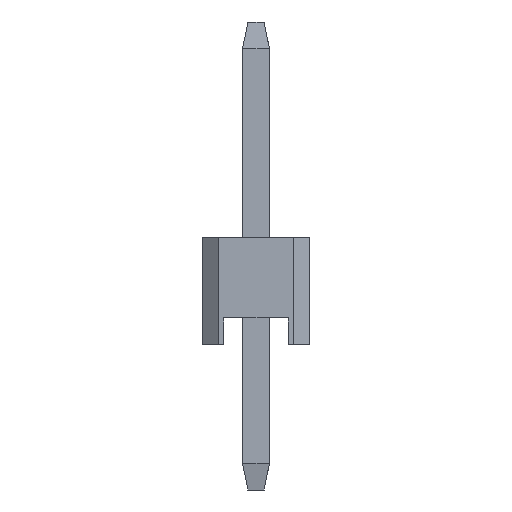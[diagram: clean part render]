
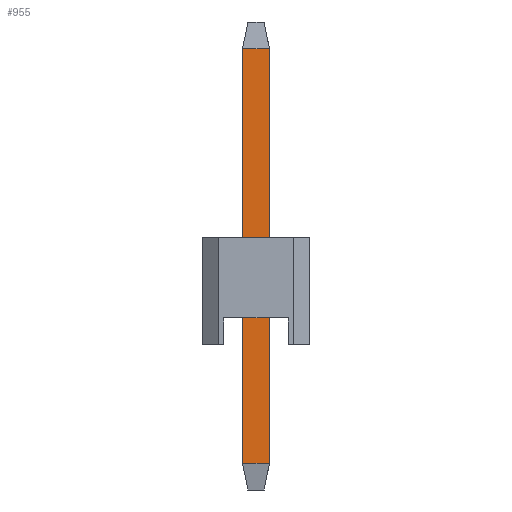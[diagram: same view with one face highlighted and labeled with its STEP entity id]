
A CAD part, left-side view. The second image highlights one B-rep face of the part: STEP entity #955.
In plain terms, the highlighted planar face has unit normal (-1, 0, 0).
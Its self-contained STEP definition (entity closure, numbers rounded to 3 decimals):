
#955=ADVANCED_FACE('',(#1587),#10087,.T.);
#1587=FACE_OUTER_BOUND('',#2267,.T.);
#2267=EDGE_LOOP('',(#5336,#5337,#5338,#5339));
#5336=ORIENTED_EDGE('',*,*,#6919,.F.);
#5337=ORIENTED_EDGE('',*,*,#6920,.F.);
#5338=ORIENTED_EDGE('',*,*,#6921,.F.);
#5339=ORIENTED_EDGE('',*,*,#6918,.F.);
#6918=EDGE_CURVE('',#9456,#9457,#8472,.T.);
#6919=EDGE_CURVE('',#9458,#9456,#8473,.T.);
#6920=EDGE_CURVE('',#9459,#9458,#8474,.T.);
#6921=EDGE_CURVE('',#9457,#9459,#8475,.T.);
#8472=B_SPLINE_CURVE_WITH_KNOTS('',1,(#16054,#16055),.UNSPECIFIED.,.F.,
 .F.,(2,2),(-7.7,0.),.UNSPECIFIED.);
#8473=B_SPLINE_CURVE_WITH_KNOTS('',1,(#16056,#16057),.UNSPECIFIED.,.F.,
 .F.,(2,2),(-0.5,0.),.UNSPECIFIED.);
#8474=B_SPLINE_CURVE_WITH_KNOTS('',1,(#16058,#16059),.UNSPECIFIED.,.F.,
 .F.,(2,2),(-7.7,0.),.UNSPECIFIED.);
#8475=B_SPLINE_CURVE_WITH_KNOTS('',1,(#16060,#16061),.UNSPECIFIED.,.F.,
 .F.,(2,2),(-0.5,0.),.UNSPECIFIED.);
#9456=VERTEX_POINT('',#16034);
#9457=VERTEX_POINT('',#16035);
#9458=VERTEX_POINT('',#16036);
#9459=VERTEX_POINT('',#16037);
#10087=PLANE('',#10739);
#10739=AXIS2_PLACEMENT_3D('',#16017,#11374,$);
#11374=DIRECTION('',(-1.,0.,0.));
#16017=CARTESIAN_POINT('',(-0.25,39.04,6.34));
#16034=CARTESIAN_POINT('',(-0.25,39.75,5.51));
#16035=CARTESIAN_POINT('',(-0.25,39.75,-2.19));
#16036=CARTESIAN_POINT('',(-0.25,40.25,5.51));
#16037=CARTESIAN_POINT('',(-0.25,40.25,-2.19));
#16054=CARTESIAN_POINT('',(-0.25,39.75,5.51));
#16055=CARTESIAN_POINT('',(-0.25,39.75,-2.19));
#16056=CARTESIAN_POINT('',(-0.25,40.25,5.51));
#16057=CARTESIAN_POINT('',(-0.25,39.75,5.51));
#16058=CARTESIAN_POINT('',(-0.25,40.25,-2.19));
#16059=CARTESIAN_POINT('',(-0.25,40.25,5.51));
#16060=CARTESIAN_POINT('',(-0.25,39.75,-2.19));
#16061=CARTESIAN_POINT('',(-0.25,40.25,-2.19));
